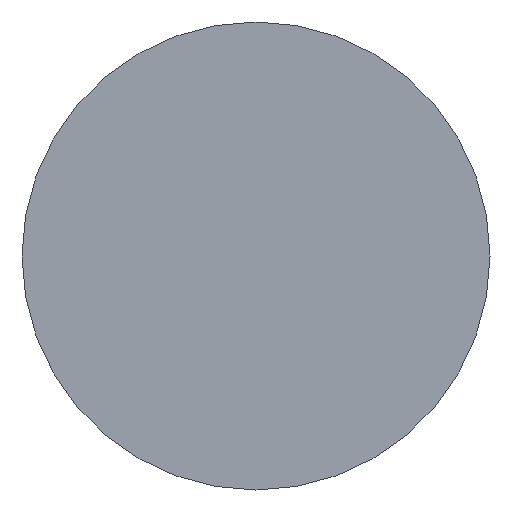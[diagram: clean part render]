
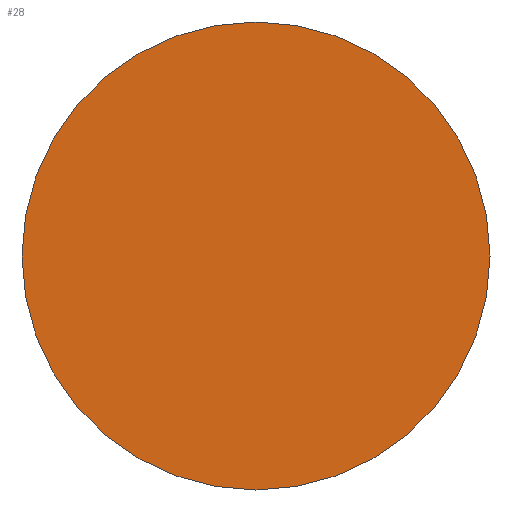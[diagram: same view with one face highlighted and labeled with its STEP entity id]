
A CAD part, left-side view. The second image highlights one B-rep face of the part: STEP entity #28.
In plain terms, the highlighted planar face has unit normal (-1, 0, 0).
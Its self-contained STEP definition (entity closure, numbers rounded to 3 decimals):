
#2 = FACE_OUTER_BOUND ( 'NONE', #157, .T. ) ;
#6 = AXIS2_PLACEMENT_3D ( 'NONE', #161, #167, #97 ) ;
#7 = AXIS2_PLACEMENT_3D ( 'NONE', #22, #124, #171 ) ;
#20 = ORIENTED_EDGE ( 'NONE', *, *, #116, .T. ) ;
#22 = CARTESIAN_POINT ( 'NONE',  ( -3., 0., 0. ) ) ;
#28 = ADVANCED_FACE ( 'NONE', ( #2 ), #122, .F. ) ;
#40 = CIRCLE ( 'NONE', #6, 15. ) ;
#42 = DIRECTION ( 'NONE',  ( 0., 0., -1. ) ) ;
#46 = EDGE_CURVE ( 'NONE', #61, #143, #101, .T. ) ;
#61 = VERTEX_POINT ( 'NONE', #108 ) ;
#71 = CARTESIAN_POINT ( 'NONE',  ( -3., 12.7, 0. ) ) ;
#75 = AXIS2_PLACEMENT_3D ( 'NONE', #71, #148, #42 ) ;
#94 = CARTESIAN_POINT ( 'NONE',  ( -3., 0., -15. ) ) ;
#97 = DIRECTION ( 'NONE',  ( 0., 0., 1. ) ) ;
#101 = CIRCLE ( 'NONE', #7, 15. ) ;
#108 = CARTESIAN_POINT ( 'NONE',  ( -3., 0., 15. ) ) ;
#116 = EDGE_CURVE ( 'NONE', #143, #61, #40, .T. ) ;
#122 = PLANE ( 'NONE',  #75 ) ;
#124 = DIRECTION ( 'NONE',  ( -1., 0., 0. ) ) ;
#127 = ORIENTED_EDGE ( 'NONE', *, *, #46, .T. ) ;
#143 = VERTEX_POINT ( 'NONE', #94 ) ;
#148 = DIRECTION ( 'NONE',  ( 1., 0., 0. ) ) ;
#157 = EDGE_LOOP ( 'NONE', ( #127, #20 ) ) ;
#161 = CARTESIAN_POINT ( 'NONE',  ( -3., 0., 0. ) ) ;
#167 = DIRECTION ( 'NONE',  ( -1., 0., 0. ) ) ;
#171 = DIRECTION ( 'NONE',  ( 0., 0., 1. ) ) ;
